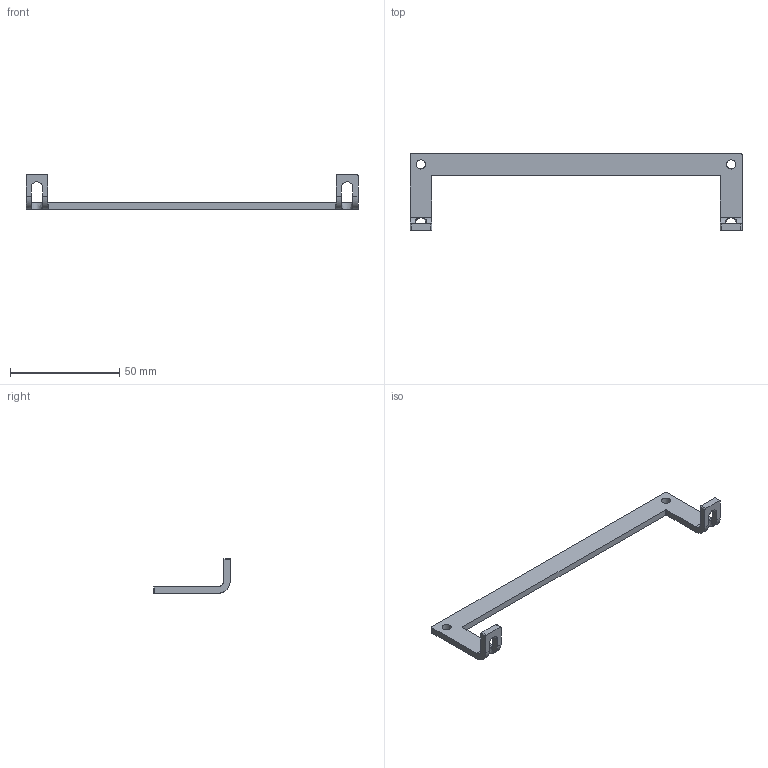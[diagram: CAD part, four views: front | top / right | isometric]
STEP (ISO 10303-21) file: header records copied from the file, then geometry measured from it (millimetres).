
FILE_DESCRIPTION(/* description */ (''),/* implementation_level */ '2;1');
FILE_NAME(/* name */ '28627_0_KDS-FP-EMV-SAB_10-24.stp',/* time_stamp */ '2022-05-12T11:32:54+02:00',/* author */ (''),/* organization */ (''),/* preprocessor_version */ 'ST-DEVELOPER v16.7',/* originating_system */ 'SIEMENS PLM Software NX 12.0',/* authorisation */ '');
FILE_SCHEMA (('AUTOMOTIVE_DESIGN { 1 0 10303 214 3 1 1 1 }'));
Length unit declared in the file: millimetre
Products named in the file (1): 28627_0_KDS-FP-EMV-SAB_10-24_stp
Bounding box: 152 x 35.23 x 16 mm (x, y, z)
Volume: 6260.8 mm3; surface area: 5854.1 mm2
Topology: 1 solids, 1 shells, 36 faces, 116 edges, 78 vertices
Faces by surface type: plane 18, cylinder 16, bspline 2
Full cylindrical faces by diameter (mm): 4.2 x2
Entity records: 1516 total; most frequent: CARTESIAN_POINT 447, ORIENTED_EDGE 224, DIRECTION 218, EDGE_CURVE 112, VERTEX_POINT 76, AXIS2_PLACEMENT_3D 75, LINE 68, VECTOR 68
